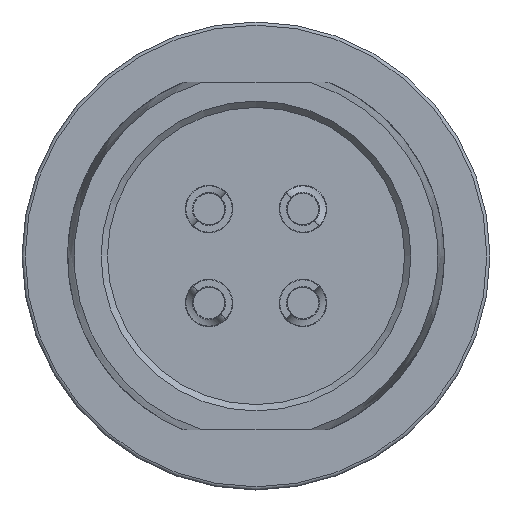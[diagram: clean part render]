
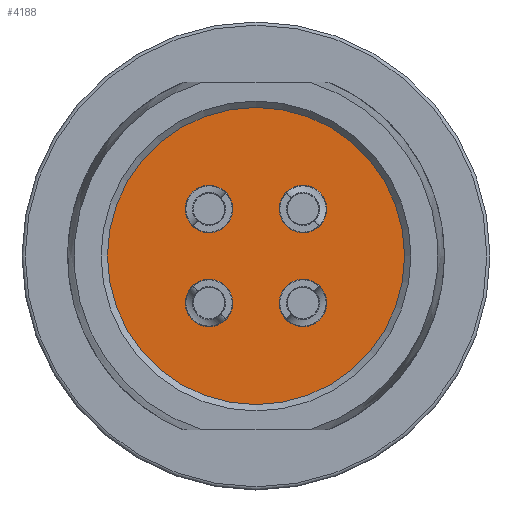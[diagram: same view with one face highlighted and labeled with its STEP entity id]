
A CAD part, front view. The second image highlights one B-rep face of the part: STEP entity #4188.
In plain terms, the highlighted planar face has unit normal (0, -1, 0).
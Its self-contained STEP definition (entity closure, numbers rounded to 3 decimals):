
#172=PLANE('',#4432);
#812=FACE_OUTER_BOUND('',#1073,.T.);
#1073=EDGE_LOOP('',(#3615));
#1527=CIRCLE('',#4431,4.7);
#1939=VERTEX_POINT('',#16932);
#2506=EDGE_CURVE('',#1939,#1939,#1527,.T.);
#3615=ORIENTED_EDGE('',*,*,#2506,.T.);
#4188=ADVANCED_FACE('',(#812),#172,.T.);
#4431=AXIS2_PLACEMENT_3D('',#16934,#5021,#5022);
#4432=AXIS2_PLACEMENT_3D('',#16935,#5023,#5024);
#5021=DIRECTION('center_axis',(0.,-1.,0.));
#5022=DIRECTION('ref_axis',(1.,0.,0.));
#5023=DIRECTION('center_axis',(0.,-1.,0.));
#5024=DIRECTION('ref_axis',(1.,0.,0.));
#16932=CARTESIAN_POINT('',(-4.7,-9.1,0.));
#16934=CARTESIAN_POINT('Origin',(0.,-9.1,0.));
#16935=CARTESIAN_POINT('Origin',(0.,-9.1,0.));
